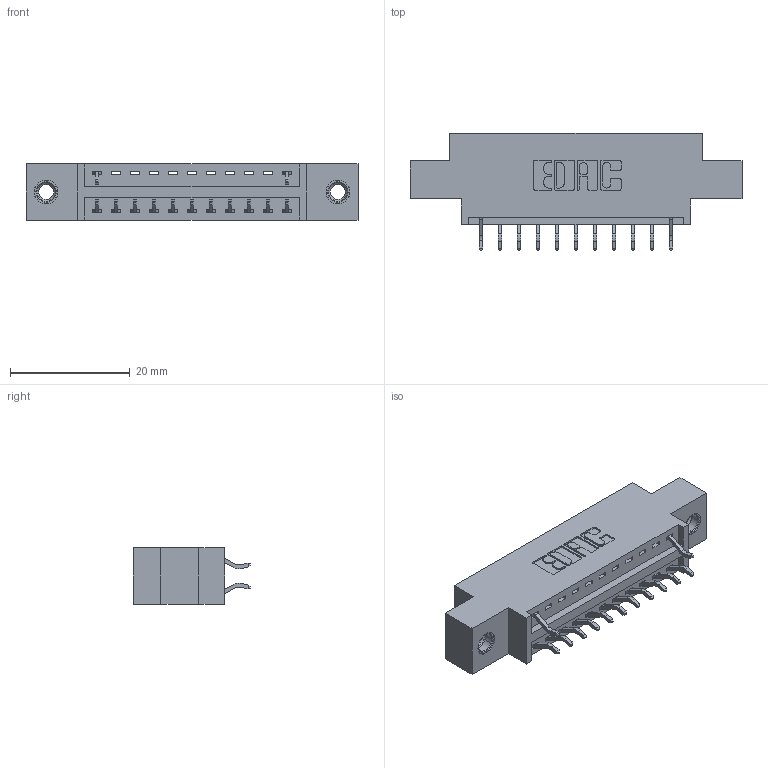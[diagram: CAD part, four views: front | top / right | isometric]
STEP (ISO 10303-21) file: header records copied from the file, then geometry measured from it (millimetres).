
FILE_DESCRIPTION (( 'STEP AP203' ), '1' );
FILE_NAME ('346-022-556-807.STEP', '2018-08-21T01:00:00', ( '' ), ( '' ), 'SwSTEP 2.0', 'SolidWorks 2016', '' );
FILE_SCHEMA (( 'CONFIG_CONTROL_DESIGN' ));
Length unit declared in the file: inch
Products named in the file (4): 346 Part_0.170 Offset - 0.156 Dia-TI; 345-292-001_556 Tail; 345-250-001_345-250-005-103; 346-022-556-807
Assembly tree (16 placements, depth 2):
  346-022-556-807
    346 Part_0.170 Offset - 0.156 Dia-TI
    345-292-001_556 Tail  x13
    345-250-001_345-250-005-103  x2
Bounding box: 55.5 x 19.57 x 9.4 mm (x, y, z)
Volume: 4921.4 mm3; surface area: 6011.8 mm2
Topology: 16 solids, 16 shells, 994 faces, 2915 edges, 1918 vertices
Faces by surface type: plane 664, cylinder 314, cone 12, torus 4
Entity records: 12602 total; most frequent: CARTESIAN_POINT 2158, ORIENTED_EDGE 2082, DIRECTION 1957, EDGE_CURVE 1041, VECTOR 837, LINE 837, VERTEX_POINT 688, AXIS2_PLACEMENT_3D 560
